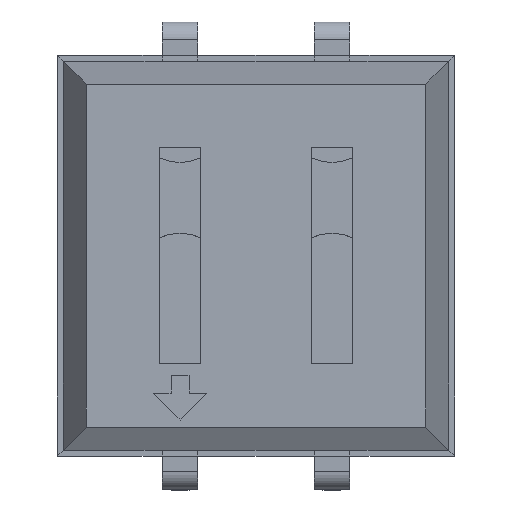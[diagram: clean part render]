
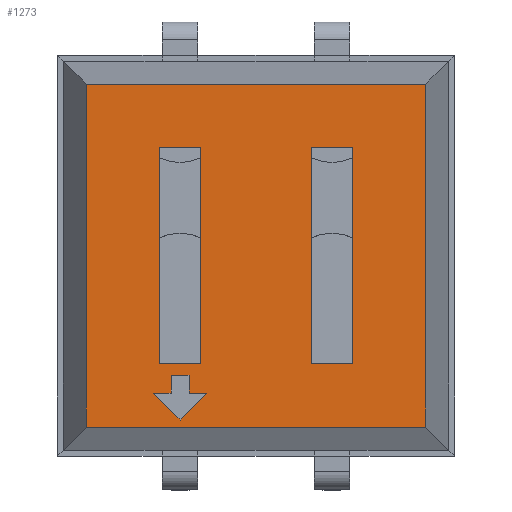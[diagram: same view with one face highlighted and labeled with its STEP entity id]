
A CAD part, top view. The second image highlights one B-rep face of the part: STEP entity #1273.
In plain terms, the highlighted planar face has unit normal (0, 0, 1).
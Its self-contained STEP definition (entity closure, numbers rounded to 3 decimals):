
#27=VECTOR('',#28,1.);
#28=DIRECTION('',(-1.,0.,0.));
#34=VECTOR('',#35,1.);
#35=DIRECTION('',(0.,-1.,0.));
#41=VECTOR('',#42,1.);
#42=DIRECTION('',(1.,0.,0.));
#46=VECTOR('',#47,1.);
#47=DIRECTION('',(0.,1.,0.));
#50=DIRECTION('',(0.,0.,-1.));
#843=VERTEX_POINT('',#844);
#844=CARTESIAN_POINT('',(-1.617,6.677,3.8));
#846=ORIENTED_EDGE('',*,*,#847,.F.);
#847=EDGE_CURVE('',#848,#843,#850,.T.);
#848=VERTEX_POINT('',#849);
#849=CARTESIAN_POINT('',(4.057,6.677,3.8));
#850=LINE('',#849,#27);
#1047=VERTEX_POINT('',#1048);
#1048=CARTESIAN_POINT('',(-1.617,0.943,3.8));
#1050=ORIENTED_EDGE('',*,*,#1051,.F.);
#1051=EDGE_CURVE('',#843,#1047,#1052,.T.);
#1052=LINE('',#844,#34);
#1067=VERTEX_POINT('',#1068);
#1068=CARTESIAN_POINT('',(4.057,0.943,3.8));
#1070=ORIENTED_EDGE('',*,*,#1071,.F.);
#1071=EDGE_CURVE('',#1047,#1067,#1072,.T.);
#1072=LINE('',#1048,#41);
#1268=ORIENTED_EDGE('',*,*,#1269,.F.);
#1269=EDGE_CURVE('',#1067,#848,#1270,.T.);
#1270=LINE('',#1068,#46);
#1273=ADVANCED_FACE('',(#1274,#1276,#1317,#1355),#1393,.F.);
#1274=FACE_BOUND('',#1275,.F.);
#1275=EDGE_LOOP('',(#846,#1268,#1070,#1050));
#1276=FACE_BOUND('',#1277,.F.);
#1277=EDGE_LOOP('',(#1278,#1285,#1290,#1297,#1304,#1309,#1314));
#1278=ORIENTED_EDGE('',*,*,#1279,.T.);
#1279=EDGE_CURVE('',#1280,#1282,#1284,.T.);
#1280=VERTEX_POINT('',#1281);
#1281=CARTESIAN_POINT('',(-0.2,1.81,3.8));
#1282=VERTEX_POINT('',#1283);
#1283=CARTESIAN_POINT('',(-0.2,1.51,3.8));
#1284=LINE('',#1281,#34);
#1285=ORIENTED_EDGE('',*,*,#1286,.T.);
#1286=EDGE_CURVE('',#1282,#1287,#1289,.T.);
#1287=VERTEX_POINT('',#1288);
#1288=CARTESIAN_POINT('',(-0.5,1.51,3.8));
#1289=LINE('',#1283,#27);
#1290=ORIENTED_EDGE('',*,*,#1291,.T.);
#1291=EDGE_CURVE('',#1287,#1292,#1294,.T.);
#1292=VERTEX_POINT('',#1293);
#1293=CARTESIAN_POINT('',(-0.05,1.06,3.8));
#1294=LINE('',#1288,#1295);
#1295=VECTOR('',#1296,1.);
#1296=DIRECTION('',(0.707,-0.707,0.));
#1297=ORIENTED_EDGE('',*,*,#1298,.T.);
#1298=EDGE_CURVE('',#1292,#1299,#1301,.T.);
#1299=VERTEX_POINT('',#1300);
#1300=CARTESIAN_POINT('',(0.4,1.51,3.8));
#1301=LINE('',#1293,#1302);
#1302=VECTOR('',#1303,1.);
#1303=DIRECTION('',(0.707,0.707,0.));
#1304=ORIENTED_EDGE('',*,*,#1305,.T.);
#1305=EDGE_CURVE('',#1299,#1306,#1308,.T.);
#1306=VERTEX_POINT('',#1307);
#1307=CARTESIAN_POINT('',(0.1,1.51,3.8));
#1308=LINE('',#1300,#27);
#1309=ORIENTED_EDGE('',*,*,#1310,.T.);
#1310=EDGE_CURVE('',#1306,#1311,#1313,.T.);
#1311=VERTEX_POINT('',#1312);
#1312=CARTESIAN_POINT('',(0.1,1.81,3.8));
#1313=LINE('',#1307,#46);
#1314=ORIENTED_EDGE('',*,*,#1315,.T.);
#1315=EDGE_CURVE('',#1311,#1280,#1316,.T.);
#1316=LINE('',#1312,#27);
#1317=FACE_BOUND('',#1318,.F.);
#1318=EDGE_LOOP('',(#1319,#1326,#1331,#1335,#1339,#1344,#1349,#1353));
#1319=ORIENTED_EDGE('',*,*,#1320,.T.);
#1320=EDGE_CURVE('',#1321,#1323,#1325,.T.);
#1321=VERTEX_POINT('',#1322);
#1322=CARTESIAN_POINT('',(-0.4,2.,3.8));
#1323=VERTEX_POINT('',#1324);
#1324=CARTESIAN_POINT('',(0.3,2.,3.8));
#1325=LINE('',#1322,#41);
#1326=ORIENTED_EDGE('',*,*,#1327,.T.);
#1327=EDGE_CURVE('',#1323,#1328,#1330,.T.);
#1328=VERTEX_POINT('',#1329);
#1329=CARTESIAN_POINT('',(0.3,4.107,3.8));
#1330=LINE('',#1324,#46);
#1331=ORIENTED_EDGE('',*,*,#1332,.T.);
#1332=EDGE_CURVE('',#1328,#1333,#1330,.T.);
#1333=VERTEX_POINT('',#1334);
#1334=CARTESIAN_POINT('',(0.3,5.445,3.8));
#1335=ORIENTED_EDGE('',*,*,#1336,.T.);
#1336=EDGE_CURVE('',#1333,#1337,#1330,.T.);
#1337=VERTEX_POINT('',#1338);
#1338=CARTESIAN_POINT('',(0.3,5.62,3.8));
#1339=ORIENTED_EDGE('',*,*,#1340,.T.);
#1340=EDGE_CURVE('',#1337,#1341,#1343,.T.);
#1341=VERTEX_POINT('',#1342);
#1342=CARTESIAN_POINT('',(-0.4,5.62,3.8));
#1343=LINE('',#1338,#27);
#1344=ORIENTED_EDGE('',*,*,#1345,.T.);
#1345=EDGE_CURVE('',#1341,#1346,#1348,.T.);
#1346=VERTEX_POINT('',#1347);
#1347=CARTESIAN_POINT('',(-0.4,5.445,3.8));
#1348=LINE('',#1342,#34);
#1349=ORIENTED_EDGE('',*,*,#1350,.T.);
#1350=EDGE_CURVE('',#1346,#1351,#1348,.T.);
#1351=VERTEX_POINT('',#1352);
#1352=CARTESIAN_POINT('',(-0.4,4.107,3.8));
#1353=ORIENTED_EDGE('',*,*,#1354,.T.);
#1354=EDGE_CURVE('',#1351,#1321,#1348,.T.);
#1355=FACE_BOUND('',#1356,.F.);
#1356=EDGE_LOOP('',(#1357,#1364,#1368,#1372,#1377,#1382,#1386,#1390));
#1357=ORIENTED_EDGE('',*,*,#1358,.T.);
#1358=EDGE_CURVE('',#1359,#1361,#1363,.T.);
#1359=VERTEX_POINT('',#1360);
#1360=CARTESIAN_POINT('',(2.84,2.,3.8));
#1361=VERTEX_POINT('',#1362);
#1362=CARTESIAN_POINT('',(2.84,4.107,3.8));
#1363=LINE('',#1360,#46);
#1364=ORIENTED_EDGE('',*,*,#1365,.T.);
#1365=EDGE_CURVE('',#1361,#1366,#1363,.T.);
#1366=VERTEX_POINT('',#1367);
#1367=CARTESIAN_POINT('',(2.84,5.445,3.8));
#1368=ORIENTED_EDGE('',*,*,#1369,.T.);
#1369=EDGE_CURVE('',#1366,#1370,#1363,.T.);
#1370=VERTEX_POINT('',#1371);
#1371=CARTESIAN_POINT('',(2.84,5.62,3.8));
#1372=ORIENTED_EDGE('',*,*,#1373,.T.);
#1373=EDGE_CURVE('',#1370,#1374,#1376,.T.);
#1374=VERTEX_POINT('',#1375);
#1375=CARTESIAN_POINT('',(2.14,5.62,3.8));
#1376=LINE('',#1371,#27);
#1377=ORIENTED_EDGE('',*,*,#1378,.T.);
#1378=EDGE_CURVE('',#1374,#1379,#1381,.T.);
#1379=VERTEX_POINT('',#1380);
#1380=CARTESIAN_POINT('',(2.14,5.445,3.8));
#1381=LINE('',#1375,#34);
#1382=ORIENTED_EDGE('',*,*,#1383,.T.);
#1383=EDGE_CURVE('',#1379,#1384,#1381,.T.);
#1384=VERTEX_POINT('',#1385);
#1385=CARTESIAN_POINT('',(2.14,4.107,3.8));
#1386=ORIENTED_EDGE('',*,*,#1387,.T.);
#1387=EDGE_CURVE('',#1384,#1388,#1381,.T.);
#1388=VERTEX_POINT('',#1389);
#1389=CARTESIAN_POINT('',(2.14,2.,3.8));
#1390=ORIENTED_EDGE('',*,*,#1391,.T.);
#1391=EDGE_CURVE('',#1388,#1359,#1392,.T.);
#1392=LINE('',#1389,#41);
#1393=PLANE('',#1394);
#1394=AXIS2_PLACEMENT_3D('',#849,#50,#1395);
#1395=DIRECTION('',(-0.703,-0.711,0.));
